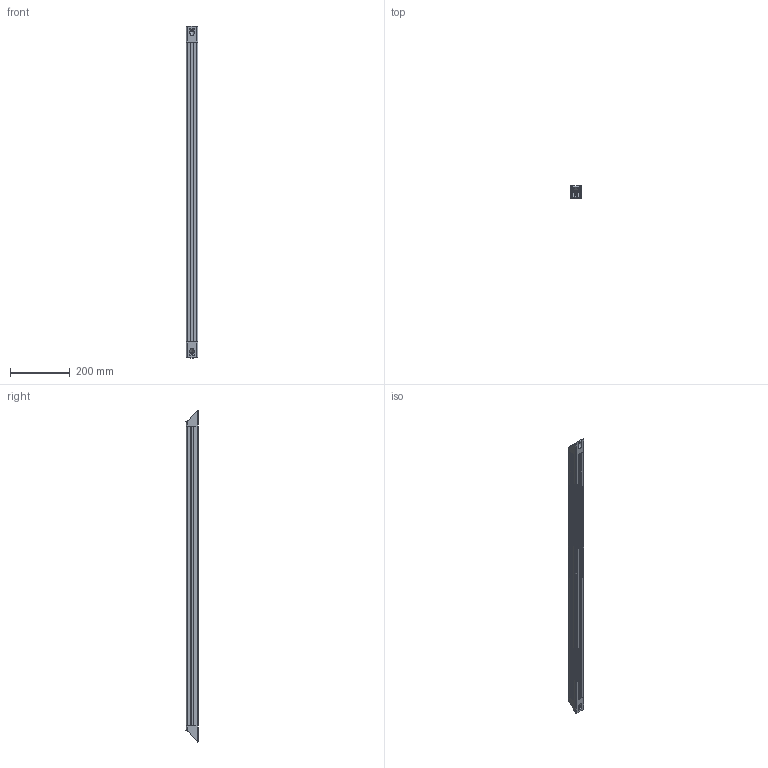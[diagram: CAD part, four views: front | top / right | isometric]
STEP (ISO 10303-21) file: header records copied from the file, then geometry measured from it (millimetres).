
FILE_DESCRIPTION(/* description */ (''),/* implementation_level */ '2;1');
FILE_NAME(/* name */ '_KriTec_Schutzzaunstrebe_8_40x40_45_Grad_1000mm.stp',/* time_stamp */ '2016-08-24T09:19:23+02:00',/* author */ ('Steiner'),/* organization */ (''),/* preprocessor_version */ 'ST-DEVELOPER v16.1',/* originating_system */ 'Autodesk Inventor 2016',/* authorisation */ '');
FILE_SCHEMA (('AUTOMOTIVE_DESIGN { 1 0 10303 214 3 1 1 }'));
Length unit declared in the file: millimetre
Products named in the file (3): 10042_KriTec_Profil_8_40x40_leicht_1000mm; 11395_KriTec_Profilverbindungsblock_8_40x40-45°; _KriTec_Schutzzaunstrebe_8_40x40_45°_1000mm
Assembly tree (3 placements, depth 2):
  _KriTec_Schutzzaunstrebe_8_40x40_45°_1000mm
    10042_KriTec_Profil_8_40x40_leicht_1000mm
    11395_KriTec_Profilverbindungsblock_8_40x40-45°  x2
Bounding box: 40 x 41.44 x 1106.83 mm (x, y, z)
Volume: 726483.1 mm3; surface area: 485942.2 mm2
Topology: 3 solids, 3 shells, 349 faces, 939 edges, 582 vertices
Faces by surface type: plane 174, cylinder 151, sphere 24
Full cylindrical faces by diameter (mm): 6.8 x1, 9 x2
Entity records: 8028 total; most frequent: DIRECTION 1410, CARTESIAN_POINT 1374, ORIENTED_EDGE 1344, EDGE_CURVE 672, AXIS2_PLACEMENT_3D 485, LINE 440, VECTOR 440, VERTEX_POINT 435
